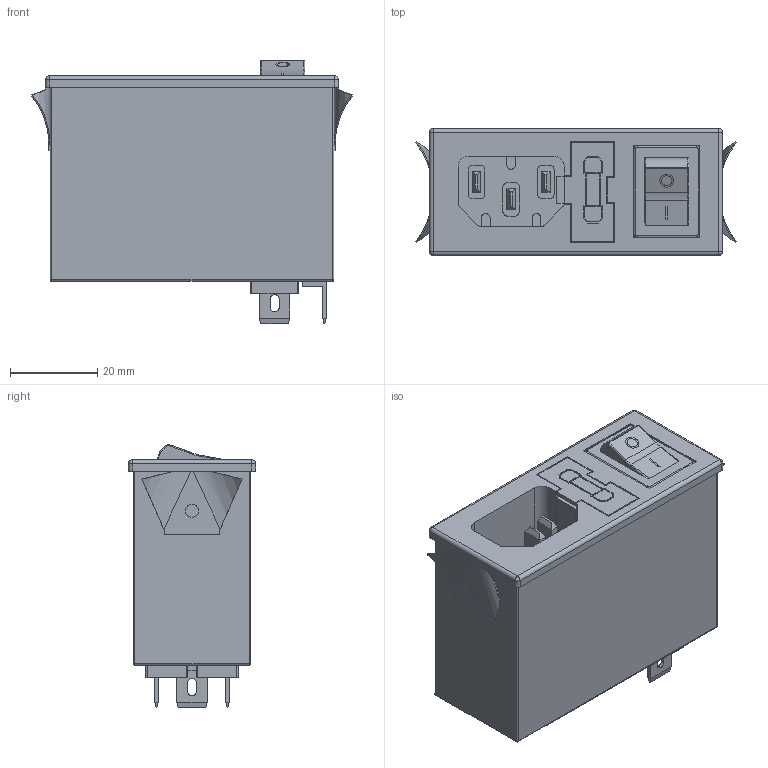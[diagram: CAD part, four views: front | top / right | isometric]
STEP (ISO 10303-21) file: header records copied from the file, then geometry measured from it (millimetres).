
FILE_DESCRIPTION (( 'STEP AP203' ), '1' );
FILE_NAME ('83510031.STEP', '2007-08-06T21:35:21', ( ' ' ), ( ' ' ), 'SwSTEP 2.0', 'SolidWorks 2007', '' );
FILE_SCHEMA (( 'CONFIG_CONTROL_DESIGN' ));
Length unit declared in the file: millimetre
Products named in the file (1): 83510031
Bounding box: 73.66 x 29.2 x 60.52 mm (x, y, z)
Volume: 77798 mm3; surface area: 19043.6 mm2
Topology: 1 solids, 1 shells, 341 faces, 868 edges, 549 vertices
Faces by surface type: plane 237, cylinder 85, sphere 11, torus 8
Entity records: 10169 total; most frequent: CARTESIAN_POINT 1839, ORIENTED_EDGE 1720, DIRECTION 1680, EDGE_CURVE 860, VECTOR 668, LINE 668, VERTEX_POINT 549, AXIS2_PLACEMENT_3D 506
